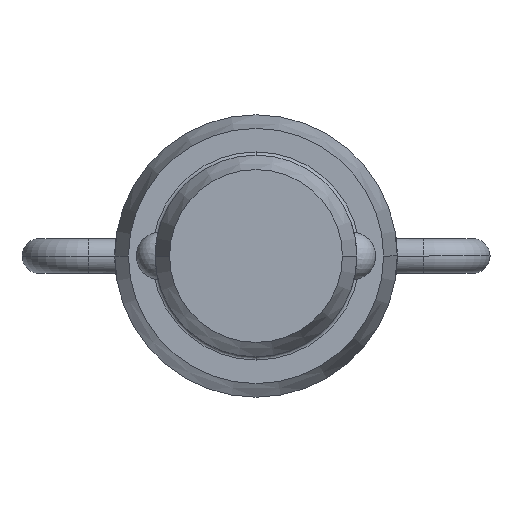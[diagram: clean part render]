
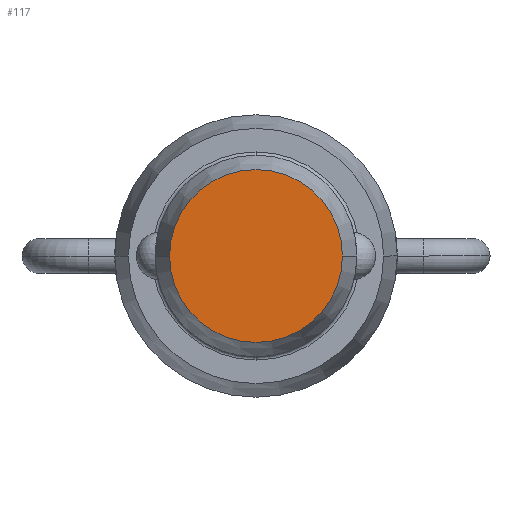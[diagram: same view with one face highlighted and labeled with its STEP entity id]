
A CAD part, front view. The second image highlights one B-rep face of the part: STEP entity #117.
In plain terms, the highlighted planar face has unit normal (0, -1, 0).
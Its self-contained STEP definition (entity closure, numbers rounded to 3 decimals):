
#117=ADVANCED_FACE('',(#244),#245,.T.);
#244=FACE_OUTER_BOUND('',#377,.T.);
#245=PLANE('',#378);
#377=EDGE_LOOP('',(#660,#661));
#378=AXIS2_PLACEMENT_3D('',#662,#663,#664);
#660=ORIENTED_EDGE('',*,*,#909,.T.);
#661=ORIENTED_EDGE('',*,*,#906,.T.);
#662=CARTESIAN_POINT('',(-3.175,-44.704,0.0));
#663=DIRECTION('',(0.,-1.0,0.0));
#664=DIRECTION('',(1.0,0.,0.0));
#906=EDGE_CURVE('',#1110,#1108,#1111,.T.);
#909=EDGE_CURVE('',#1108,#1110,#1114,.T.);
#1108=VERTEX_POINT('',#1511);
#1110=VERTEX_POINT('',#1514);
#1111=CIRCLE('',#1515,5.44);
#1114=CIRCLE('',#1519,5.44);
#1511=CARTESIAN_POINT('',(-5.44,-44.704,0.0));
#1514=CARTESIAN_POINT('',(5.44,-44.704,0.));
#1515=AXIS2_PLACEMENT_3D('',#1724,#1725,#1726);
#1519=AXIS2_PLACEMENT_3D('',#1728,#1729,#1730);
#1724=CARTESIAN_POINT('',(0.0,-44.704,0.0));
#1725=DIRECTION('',(0.,-1.0,0.0));
#1726=DIRECTION('',(-1.0,0.,0.0));
#1728=CARTESIAN_POINT('',(0.0,-44.704,0.0));
#1729=DIRECTION('',(0.,-1.0,0.0));
#1730=DIRECTION('',(-1.0,0.,0.0));
